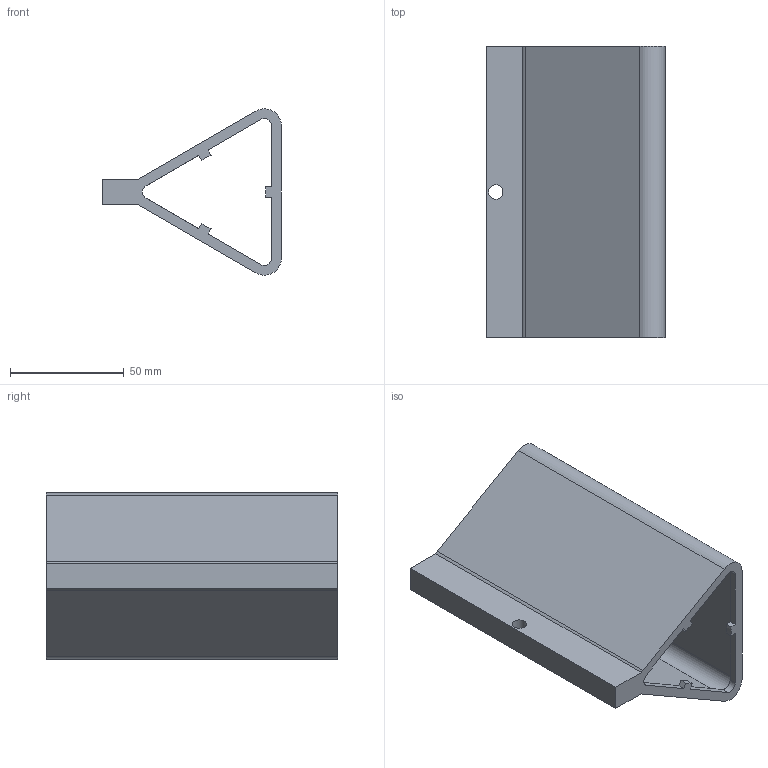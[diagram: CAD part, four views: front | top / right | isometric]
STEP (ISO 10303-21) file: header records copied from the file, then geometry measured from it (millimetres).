
FILE_DESCRIPTION(/* description */ (''),/* implementation_level */ '2;1');
FILE_NAME(/* name */ 'BiggTriangle.stp',/* time_stamp */ '2019-11-23T12:28:16-08:00',/* author */ ('sever'),/* organization */ (''),/* preprocessor_version */ 'ST-DEVELOPER v17',/* originating_system */ 'Autodesk Inventor 2019',/* authorisation */ '');
FILE_SCHEMA (('AUTOMOTIVE_DESIGN { 1 0 10303 214 3 1 1 }'));
Length unit declared in the file: inch
Products named in the file (1): BiggTriangle
Bounding box: 78.53 x 128.01 x 73.14 mm (x, y, z)
Volume: 76796.2 mm3; surface area: 61295.6 mm2
Topology: 1 solids, 1 shells, 38 faces, 105 edges, 70 vertices
Faces by surface type: plane 24, cylinder 14
Full cylindrical faces by diameter (mm): 6.35 x1
Entity records: 1266 total; most frequent: CARTESIAN_POINT 214, DIRECTION 211, ORIENTED_EDGE 210, EDGE_CURVE 105, LINE 77, VECTOR 77, VERTEX_POINT 70, AXIS2_PLACEMENT_3D 67
